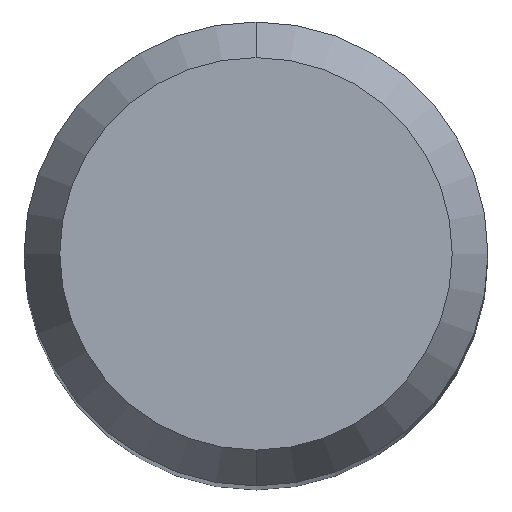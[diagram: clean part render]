
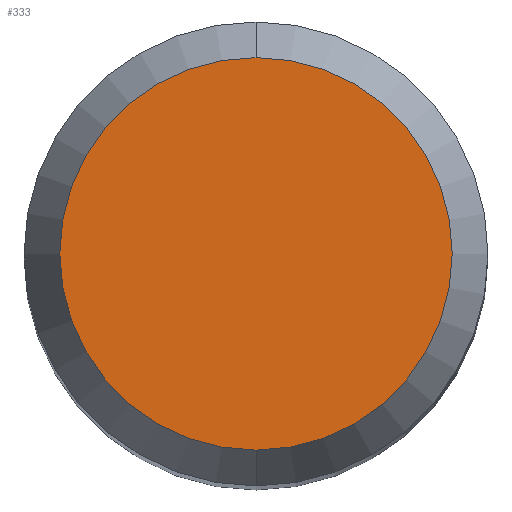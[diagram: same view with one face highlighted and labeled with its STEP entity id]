
A CAD part, top view. The second image highlights one B-rep face of the part: STEP entity #333.
In plain terms, the highlighted planar face has unit normal (0, 0, 1).
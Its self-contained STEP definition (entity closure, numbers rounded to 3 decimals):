
#251=VERTEX_POINT('',#533);
#271=VERTEX_POINT('',#557);
#301=EDGE_CURVE('',#251,#271,#591,.T.);
#333=ADVANCED_FACE('',(#628),#629,.T.);
#387=EDGE_CURVE('',#271,#251,#686,.T.);
#533=CARTESIAN_POINT('',(0.0,2.538,30.0));
#557=CARTESIAN_POINT('',(0.,-2.538,30.0));
#591=CIRCLE('',#1101,2.538);
#628=FACE_OUTER_BOUND('',#1182,.T.);
#629=PLANE('',#1183);
#686=CIRCLE('',#1291,2.538);
#1101=AXIS2_PLACEMENT_3D('',#1505,#1506,#1507);
#1182=EDGE_LOOP('',(#1564,#1565));
#1183=AXIS2_PLACEMENT_3D('',#1566,#1567,#1568);
#1291=AXIS2_PLACEMENT_3D('',#1617,#1618,#1619);
#1505=CARTESIAN_POINT('',(0.0,0.0,30.0));
#1506=DIRECTION('',(0.0,0.0,-1.0));
#1507=DIRECTION('',(0.0,1.0,0.0));
#1564=ORIENTED_EDGE('',*,*,#301,.F.);
#1565=ORIENTED_EDGE('',*,*,#387,.F.);
#1566=CARTESIAN_POINT('',(0.0,1.269,30.0));
#1567=DIRECTION('',(-0.0,0.0,1.0));
#1568=DIRECTION('',(0.0,-1.0,0.0));
#1617=CARTESIAN_POINT('',(0.0,0.0,30.0));
#1618=DIRECTION('',(0.0,0.0,-1.0));
#1619=DIRECTION('',(0.0,1.0,0.0));
